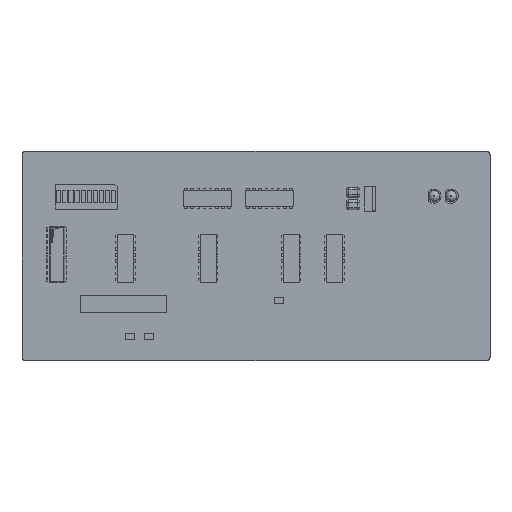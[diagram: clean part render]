
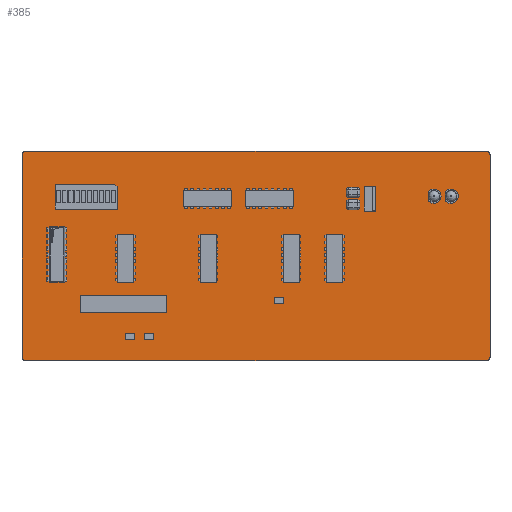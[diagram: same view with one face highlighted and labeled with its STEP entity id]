
A CAD part, top view. The second image highlights one B-rep face of the part: STEP entity #385.
In plain terms, the highlighted planar face has unit normal (0, 0, 1).
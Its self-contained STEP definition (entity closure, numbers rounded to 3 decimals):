
#120 = VERTEX_POINT('',#121);
#121 = CARTESIAN_POINT('',(50.,-34.53,1.691));
#127 = EDGE_CURVE('',#120,#128,#130,.T.);
#128 = VERTEX_POINT('',#129);
#129 = CARTESIAN_POINT('',(50.,48.47,1.691));
#130 = LINE('',#131,#132);
#131 = CARTESIAN_POINT('',(50.,-34.53,1.691));
#132 = VECTOR('',#133,1.);
#133 = DIRECTION('',(0.,1.,0.));
#158 = EDGE_CURVE('',#128,#159,#161,.T.);
#159 = VERTEX_POINT('',#160);
#160 = CARTESIAN_POINT('',(51.5,49.97,1.691));
#161 = CIRCLE('',#162,1.499);
#162 = AXIS2_PLACEMENT_3D('',#163,#164,#165);
#163 = CARTESIAN_POINT('',(51.499,48.471,1.691));
#164 = DIRECTION('',(0.,0.,-1.));
#165 = DIRECTION('',(-1.,-0.001,-0.));
#191 = EDGE_CURVE('',#159,#192,#194,.T.);
#192 = VERTEX_POINT('',#193);
#193 = CARTESIAN_POINT('',(240.5,49.97,1.691));
#194 = LINE('',#195,#196);
#195 = CARTESIAN_POINT('',(51.5,49.97,1.691));
#196 = VECTOR('',#197,1.);
#197 = DIRECTION('',(1.,0.,0.));
#222 = EDGE_CURVE('',#192,#223,#225,.T.);
#223 = VERTEX_POINT('',#224);
#224 = CARTESIAN_POINT('',(242.,48.47,1.691));
#225 = CIRCLE('',#226,1.499);
#226 = AXIS2_PLACEMENT_3D('',#227,#228,#229);
#227 = CARTESIAN_POINT('',(240.501,48.471,1.691));
#228 = DIRECTION('',(0.,0.,-1.));
#229 = DIRECTION('',(-0.001,1.,0.));
#255 = EDGE_CURVE('',#223,#256,#258,.T.);
#256 = VERTEX_POINT('',#257);
#257 = CARTESIAN_POINT('',(242.,-34.53,1.691));
#258 = LINE('',#259,#260);
#259 = CARTESIAN_POINT('',(242.,48.47,1.691));
#260 = VECTOR('',#261,1.);
#261 = DIRECTION('',(0.,-1.,0.));
#286 = EDGE_CURVE('',#256,#287,#289,.T.);
#287 = VERTEX_POINT('',#288);
#288 = CARTESIAN_POINT('',(240.5,-36.03,1.691));
#289 = CIRCLE('',#290,1.499);
#290 = AXIS2_PLACEMENT_3D('',#291,#292,#293);
#291 = CARTESIAN_POINT('',(240.501,-34.531,1.691));
#292 = DIRECTION('',(0.,0.,-1.));
#293 = DIRECTION('',(1.,0.001,0.));
#319 = EDGE_CURVE('',#287,#320,#322,.T.);
#320 = VERTEX_POINT('',#321);
#321 = CARTESIAN_POINT('',(51.5,-36.03,1.691));
#322 = LINE('',#323,#324);
#323 = CARTESIAN_POINT('',(240.5,-36.03,1.691));
#324 = VECTOR('',#325,1.);
#325 = DIRECTION('',(-1.,0.,0.));
#350 = EDGE_CURVE('',#320,#120,#351,.T.);
#351 = CIRCLE('',#352,1.499);
#352 = AXIS2_PLACEMENT_3D('',#353,#354,#355);
#353 = CARTESIAN_POINT('',(51.499,-34.531,1.691));
#354 = DIRECTION('',(0.,0.,-1.));
#355 = DIRECTION('',(0.001,-1.,0.));
#385 = ADVANCED_FACE('',(#386),#396,.F.);
#386 = FACE_BOUND('',#387,.F.);
#387 = EDGE_LOOP('',(#388,#389,#390,#391,#392,#393,#394,#395));
#388 = ORIENTED_EDGE('',*,*,#127,.T.);
#389 = ORIENTED_EDGE('',*,*,#158,.T.);
#390 = ORIENTED_EDGE('',*,*,#191,.T.);
#391 = ORIENTED_EDGE('',*,*,#222,.T.);
#392 = ORIENTED_EDGE('',*,*,#255,.T.);
#393 = ORIENTED_EDGE('',*,*,#286,.T.);
#394 = ORIENTED_EDGE('',*,*,#319,.T.);
#395 = ORIENTED_EDGE('',*,*,#350,.T.);
#396 = PLANE('',#397);
#397 = AXIS2_PLACEMENT_3D('',#398,#399,#400);
#398 = CARTESIAN_POINT('',(146.,6.97,1.691));
#399 = DIRECTION('',(-0.,-0.,-1.));
#400 = DIRECTION('',(-1.,0.,0.));
